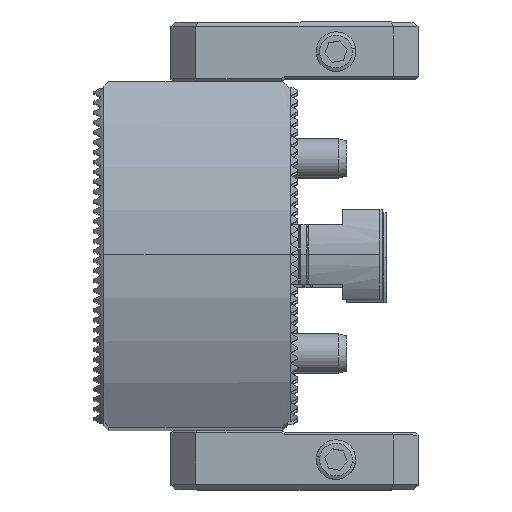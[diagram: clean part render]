
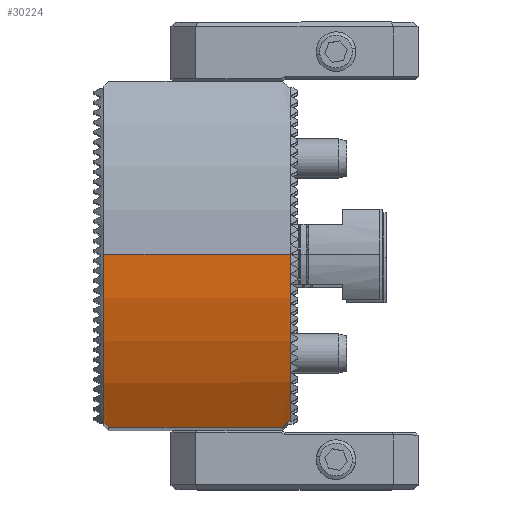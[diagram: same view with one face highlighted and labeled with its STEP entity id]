
A CAD part, top view. The second image highlights one B-rep face of the part: STEP entity #30224.
In plain terms, the highlighted cylindrical face has radius 65 mm (diameter 130 mm), a partial arc.
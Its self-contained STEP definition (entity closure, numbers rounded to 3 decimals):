
#169 = VERTEX_POINT ( 'NONE', #14801 ) ;
#490 = DIRECTION ( 'NONE',  ( -1., 0., 0. ) ) ;
#565 = ORIENTED_EDGE ( 'NONE', *, *, #9693, .F. ) ;
#708 = VERTEX_POINT ( 'NONE', #15261 ) ;
#1227 = CARTESIAN_POINT ( 'NONE',  ( -17.6, -35., 204.772 ) ) ;
#1551 = VERTEX_POINT ( 'NONE', #6946 ) ;
#2426 =( BOUNDED_CURVE ( )  B_SPLINE_CURVE ( 3, ( #1227, #34189, #22428, #51824 ),
 .UNSPECIFIED., .F., .T. ) 
 B_SPLINE_CURVE_WITH_KNOTS ( ( 4, 4 ),
 ( 4.144, 4.162 ),
 .UNSPECIFIED. ) 
 CURVE ( )  GEOMETRIC_REPRESENTATION_ITEM ( )  RATIONAL_B_SPLINE_CURVE ( ( 1., 1., 1., 1. ) ) 
 REPRESENTATION_ITEM ( '' )  );
#3676 = ORIENTED_EDGE ( 'NONE', *, *, #11754, .T. ) ;
#5429 = CARTESIAN_POINT ( 'NONE',  ( 17.6, -35., 204.772 ) ) ;
#6733 = AXIS2_PLACEMENT_3D ( 'NONE', #43390, #26679, #47635 ) ;
#6946 = CARTESIAN_POINT ( 'NONE',  ( 17.6, -35., 204.772 ) ) ;
#7296 = CARTESIAN_POINT ( 'NONE',  ( 20.8, 0., 215. ) ) ;
#9363 = CARTESIAN_POINT ( 'NONE',  ( 19.2, -33.8, 205.521 ) ) ;
#9670 = CARTESIAN_POINT ( 'NONE',  ( 17.997, -34.603, 205.026 ) ) ;
#9693 = EDGE_CURVE ( 'NONE', #169, #50642, #36951, .T. ) ;
#10613 = ORIENTED_EDGE ( 'NONE', *, *, #19518, .T. ) ;
#11512 = VECTOR ( 'NONE', #45908, 1000. ) ;
#11630 = AXIS2_PLACEMENT_3D ( 'NONE', #21363, #50743, #25574 ) ;
#11754 = EDGE_CURVE ( 'NONE', #1551, #42515, #36387, .T. ) ;
#14801 = CARTESIAN_POINT ( 'NONE',  ( -18.58, -34.02, 205.386 ) ) ;
#15023 = DIRECTION ( 'NONE',  ( 1., 0., 0. ) ) ;
#15261 = CARTESIAN_POINT ( 'NONE',  ( 19.2, 0., 215. ) ) ;
#17525 = VECTOR ( 'NONE', #24060, 1000. ) ;
#17605 = ORIENTED_EDGE ( 'NONE', *, *, #51682, .T. ) ;
#18024 = EDGE_CURVE ( 'NONE', #1551, #42546, #20086, .T. ) ;
#19518 = EDGE_CURVE ( 'NONE', #708, #50642, #29991, .T. ) ;
#20086 = LINE ( 'NONE', #20558, #11512 ) ;
#20558 = CARTESIAN_POINT ( 'NONE',  ( 20.8, -35., 204.772 ) ) ;
#21363 = CARTESIAN_POINT ( 'NONE',  ( 19.2, 0., 150. ) ) ;
#22363 = CARTESIAN_POINT ( 'NONE',  ( 18.8, -33.8, 205.521 ) ) ;
#22428 = CARTESIAN_POINT ( 'NONE',  ( -18.252, -34.348, 205.185 ) ) ;
#24060 = DIRECTION ( 'NONE',  ( -1., 0., 0. ) ) ;
#25040 = EDGE_LOOP ( 'NONE', ( #17605, #10613, #565, #34800, #53631, #3676, #37750 ) ) ;
#25574 = DIRECTION ( 'NONE',  ( 0., 0., -1. ) ) ;
#25723 = CARTESIAN_POINT ( 'NONE',  ( -18.58, 0., 150. ) ) ;
#26679 = DIRECTION ( 'NONE',  ( -1., 0., 0. ) ) ;
#27234 = CYLINDRICAL_SURFACE ( 'NONE', #6733, 65. ) ;
#28653 = AXIS2_PLACEMENT_3D ( 'NONE', #25723, #490, #29936 ) ;
#29936 = DIRECTION ( 'NONE',  ( 0., 0., 1. ) ) ;
#29991 = LINE ( 'NONE', #7296, #17525 ) ;
#30224 = ADVANCED_FACE ( 'NONE', ( #49604 ), #27234, .T. ) ;
#31642 = CIRCLE ( 'NONE', #11630, 65. ) ;
#32738 = CARTESIAN_POINT ( 'NONE',  ( 18.8, -33.8, 205.521 ) ) ;
#34189 = CARTESIAN_POINT ( 'NONE',  ( -17.925, -34.675, 204.98 ) ) ;
#34800 = ORIENTED_EDGE ( 'NONE', *, *, #45374, .F. ) ;
#36387 =( BOUNDED_CURVE ( )  B_SPLINE_CURVE ( 3, ( #5429, #9670, #47550, #22363 ),
 .UNSPECIFIED., .F., .T. ) 
 B_SPLINE_CURVE_WITH_KNOTS ( ( 4, 4 ),
 ( 1.002, 1.024 ),
 .UNSPECIFIED. ) 
 CURVE ( )  GEOMETRIC_REPRESENTATION_ITEM ( )  RATIONAL_B_SPLINE_CURVE ( ( 1., 1., 1., 1. ) ) 
 REPRESENTATION_ITEM ( '' )  );
#36870 = EDGE_CURVE ( 'NONE', #42515, #48414, #49238, .T. ) ;
#36951 = CIRCLE ( 'NONE', #28653, 65. ) ;
#37750 = ORIENTED_EDGE ( 'NONE', *, *, #36870, .T. ) ;
#39088 = CARTESIAN_POINT ( 'NONE',  ( -18.58, 0., 215. ) ) ;
#39370 = VECTOR ( 'NONE', #15023, 1000. ) ;
#40170 = CARTESIAN_POINT ( 'NONE',  ( 20.8, -33.8, 205.521 ) ) ;
#41361 = CARTESIAN_POINT ( 'NONE',  ( -17.6, -35., 204.772 ) ) ;
#42515 = VERTEX_POINT ( 'NONE', #32738 ) ;
#42546 = VERTEX_POINT ( 'NONE', #41361 ) ;
#43390 = CARTESIAN_POINT ( 'NONE',  ( 20.8, 0., 150. ) ) ;
#45374 = EDGE_CURVE ( 'NONE', #42546, #169, #2426, .T. ) ;
#45908 = DIRECTION ( 'NONE',  ( -1., 0., 0. ) ) ;
#47550 = CARTESIAN_POINT ( 'NONE',  ( 18.397, -34.203, 205.276 ) ) ;
#47635 = DIRECTION ( 'NONE',  ( 0., 0., 1. ) ) ;
#48414 = VERTEX_POINT ( 'NONE', #9363 ) ;
#49238 = LINE ( 'NONE', #40170, #39370 ) ;
#49604 = FACE_OUTER_BOUND ( 'NONE', #25040, .T. ) ;
#50642 = VERTEX_POINT ( 'NONE', #39088 ) ;
#50743 = DIRECTION ( 'NONE',  ( -1., 0., 0. ) ) ;
#51682 = EDGE_CURVE ( 'NONE', #48414, #708, #31642, .T. ) ;
#51824 = CARTESIAN_POINT ( 'NONE',  ( -18.58, -34.02, 205.386 ) ) ;
#53631 = ORIENTED_EDGE ( 'NONE', *, *, #18024, .F. ) ;
